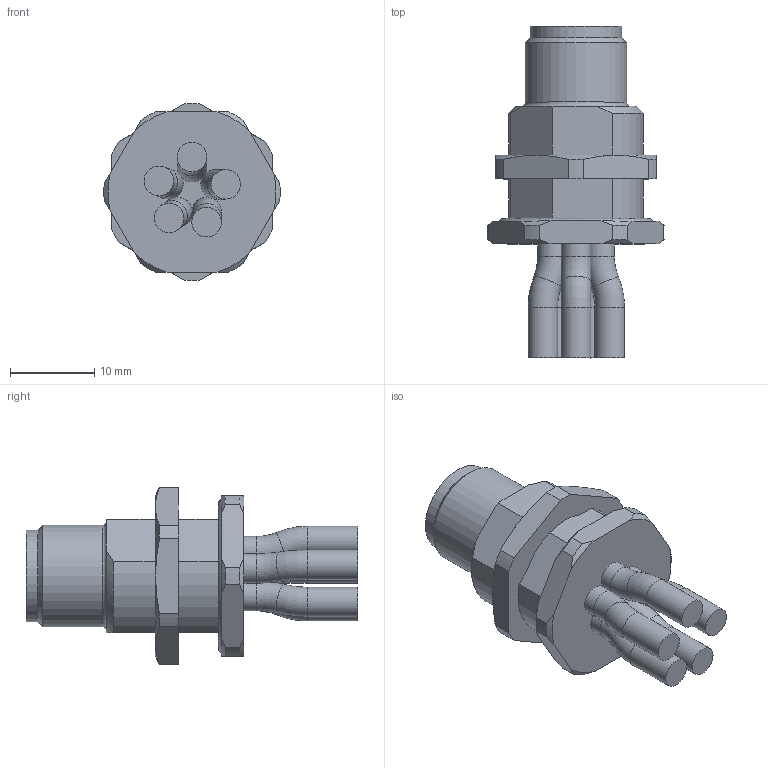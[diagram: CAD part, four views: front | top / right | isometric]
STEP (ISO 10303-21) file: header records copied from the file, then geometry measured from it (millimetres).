
FILE_DESCRIPTION(/* description */ (''),/* implementation_level */ '2;1');
FILE_NAME(/* name */ 'PK-FHM12SU5-m_M16.stp',/* time_stamp */ '2019-02-01T14:52:35+01:00',/* author */ ('ESCHA GmbH & Co. KG'),/* organization */ ('ESCHA GmbH & Co. KG'),/* preprocessor_version */ 'ST-DEVELOPER v16',/* originating_system */ 'SIEMENS PLM Software NX 10.0',/* authorisation */ '');
FILE_SCHEMA (('AUTOMOTIVE_DESIGN { 1 0 10303 214 3 1 1 1 }'));
Length unit declared in the file: millimetre
Products named in the file (1): 5030478__Flanschgehaeuse_part_327375
Bounding box: 20.89 x 39.3 x 20.99 mm (x, y, z)
Volume: 4853.3 mm3; surface area: 3405.2 mm2
Topology: 1 solids, 1 shells, 259 faces, 694 edges, 438 vertices
Faces by surface type: plane 103, cylinder 66, extrusion 33, cone 21, torus 20, bspline 10, sphere 6
Full cylindrical faces by diameter (mm): 1.5 x4, 3.5 x5, 8.9 x1, 10.8 x1, 12 x1
Entity records: 8762 total; most frequent: CARTESIAN_POINT 2842, ORIENTED_EDGE 1270, DIRECTION 1086, EDGE_CURVE 635, VERTEX_POINT 420, AXIS2_PLACEMENT_3D 399, EDGE_LOOP 309, VECTOR 288
